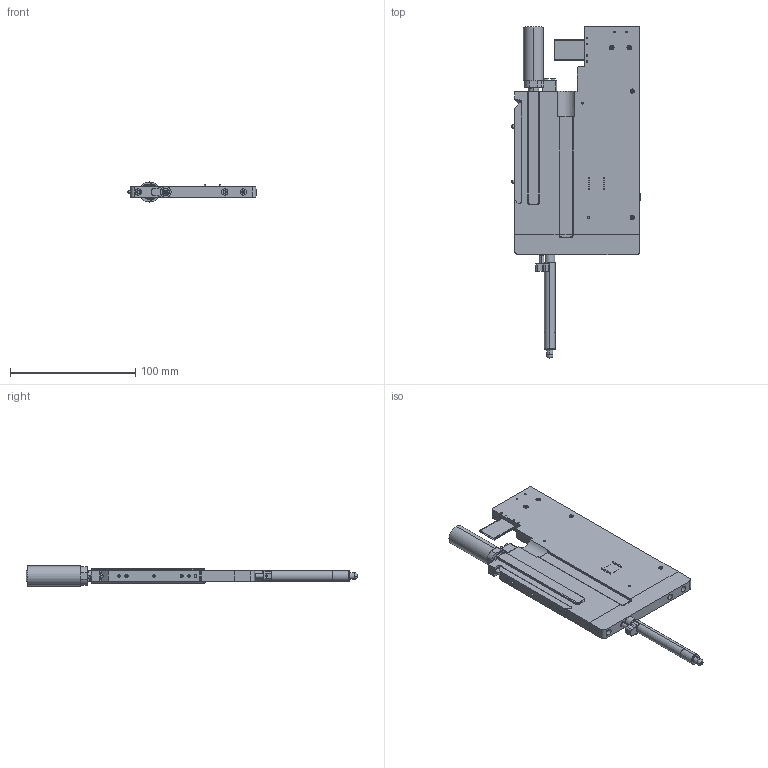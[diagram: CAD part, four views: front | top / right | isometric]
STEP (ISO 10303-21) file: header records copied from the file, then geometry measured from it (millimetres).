
FILE_DESCRIPTION (( 'STEP AP203' ), '1' );
FILE_NAME ('adp16-A.STEP', '2023-10-13T06:26:09', ( '' ), ( '' ), 'SwSTEP 2.0', 'SolidWorks 2021', '' );
FILE_SCHEMA (( 'CONFIG_CONTROL_DESIGN' ));
Length unit declared in the file: millimetre
Products named in the file (1): adp16-A
Bounding box: 102.5 x 265.1 x 16 mm (x, y, z)
Surface area: 50979.1 mm2 (no closed solid volume)
Topology: 0 solids, 71 shells, 668 faces, 2460 edges, 1838 vertices
Faces by surface type: plane 346, cylinder 164, cone 114, torus 35, bspline 9
Entity records: 27796 total; most frequent: CARTESIAN_POINT 6696, DIRECTION 4575, ORIENTED_EDGE 3624, EDGE_CURVE 2460, VERTEX_POINT 1838, AXIS2_PLACEMENT_3D 1547, VECTOR 1481, LINE 1481
